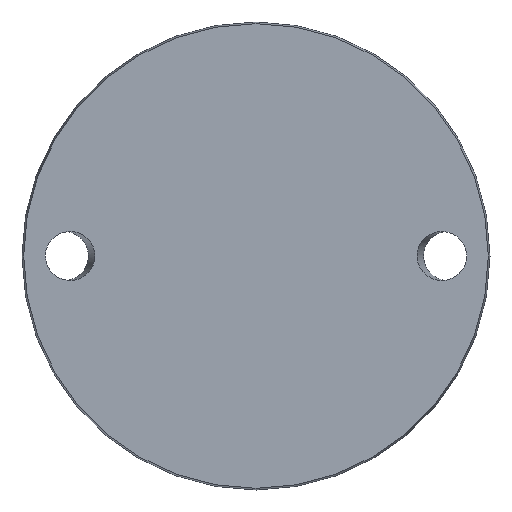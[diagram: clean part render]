
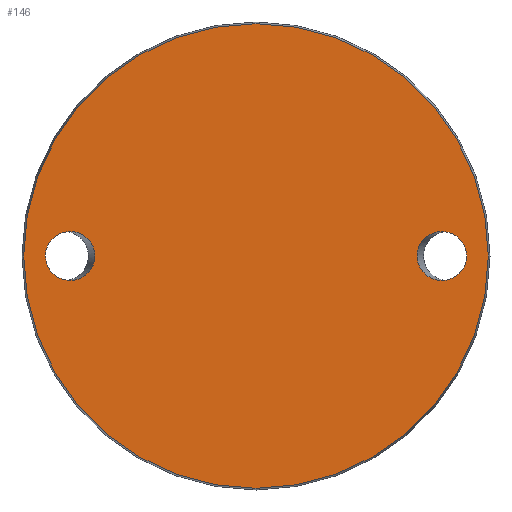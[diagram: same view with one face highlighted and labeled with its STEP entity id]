
A CAD part, front view. The second image highlights one B-rep face of the part: STEP entity #146.
In plain terms, the highlighted planar face has unit normal (0, -1, 0).
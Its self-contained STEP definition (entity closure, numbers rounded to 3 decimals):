
#7 = CARTESIAN_POINT ( 'NONE',  ( -54.385, 0., 0. ) ) ;
#32 = CARTESIAN_POINT ( 'NONE',  ( 0., 0., -78.425 ) ) ;
#43 = CARTESIAN_POINT ( 'NONE',  ( 71.115, 0., 16.5 ) ) ;
#47 = DIRECTION ( 'NONE',  ( 0., 1., 0. ) ) ;
#50 = CARTESIAN_POINT ( 'NONE',  ( 54.385, 0., 0. ) ) ;
#75 = CARTESIAN_POINT ( 'NONE',  ( -71.115, 0., -16.5 ) ) ;
#103 = CARTESIAN_POINT ( 'NONE',  ( 54.385, 0., 16.5 ) ) ;
#108 = CARTESIAN_POINT ( 'NONE',  ( -78.425, 0., 0. ) ) ;
#131 =( BOUNDED_CURVE ( )  B_SPLINE_CURVE ( 3, ( #232, #308, #659, #50, #103, #43, #175 ),
 .UNSPECIFIED., .T., .F. ) 
 B_SPLINE_CURVE_WITH_KNOTS ( ( 4, 3, 4 ),
 ( 0., 3.142, 6.283 ),
 .UNSPECIFIED. ) 
 CURVE ( )  GEOMETRIC_REPRESENTATION_ITEM ( )  RATIONAL_B_SPLINE_CURVE ( ( 1., 0.333, 0.333, 1., 0.333, 0.333, 1. ) ) 
 REPRESENTATION_ITEM ( '' )  );
#138 = CARTESIAN_POINT ( 'NONE',  ( -54.385, 0., -16.5 ) ) ;
#140 = DIRECTION ( 'NONE',  ( 0., -1., 0. ) ) ;
#146 = ADVANCED_FACE ( 'NONE', ( #291, #168, #423 ), #665, .F. ) ;
#147 = CARTESIAN_POINT ( 'NONE',  ( -71.115, 0., 0. ) ) ;
#154 = VERTEX_POINT ( 'NONE', #698 ) ;
#168 = FACE_BOUND ( 'NONE', #186, .T. ) ;
#175 = CARTESIAN_POINT ( 'NONE',  ( 71.115, 0., 0. ) ) ;
#186 = EDGE_LOOP ( 'NONE', ( #438 ) ) ;
#232 = CARTESIAN_POINT ( 'NONE',  ( 71.115, 0., 0. ) ) ;
#234 = AXIS2_PLACEMENT_3D ( 'NONE', #108, #47, #294 ) ;
#253 = EDGE_CURVE ( 'NONE', #537, #537, #386, .T. ) ;
#265 = EDGE_LOOP ( 'NONE', ( #743 ) ) ;
#291 = FACE_BOUND ( 'NONE', #666, .T. ) ;
#294 = DIRECTION ( 'NONE',  ( 0., 0., 1. ) ) ;
#307 = ORIENTED_EDGE ( 'NONE', *, *, #253, .T. ) ;
#308 = CARTESIAN_POINT ( 'NONE',  ( 71.115, 0., -16.5 ) ) ;
#323 = CARTESIAN_POINT ( 'NONE',  ( -71.115, 0., 0. ) ) ;
#386 =( BOUNDED_CURVE ( )  B_SPLINE_CURVE ( 3, ( #390, #393, #692, #7, #138, #75, #323 ),
 .UNSPECIFIED., .T., .T. ) 
 B_SPLINE_CURVE_WITH_KNOTS ( ( 4, 3, 4 ),
 ( 0., 3.142, 6.283 ),
 .UNSPECIFIED. ) 
 CURVE ( )  GEOMETRIC_REPRESENTATION_ITEM ( )  RATIONAL_B_SPLINE_CURVE ( ( 1., 0.333, 0.333, 1., 0.333, 0.333, 1. ) ) 
 REPRESENTATION_ITEM ( '' )  );
#389 = DIRECTION ( 'NONE',  ( 0., 0., -1. ) ) ;
#390 = CARTESIAN_POINT ( 'NONE',  ( -71.115, 0., 0. ) ) ;
#393 = CARTESIAN_POINT ( 'NONE',  ( -71.115, 0., 16.5 ) ) ;
#423 = FACE_OUTER_BOUND ( 'NONE', #265, .T. ) ;
#438 = ORIENTED_EDGE ( 'NONE', *, *, #455, .T. ) ;
#450 = CIRCLE ( 'NONE', #722, 78.425 ) ;
#455 = EDGE_CURVE ( 'NONE', #154, #154, #131, .T. ) ;
#478 = EDGE_CURVE ( 'NONE', #648, #648, #450, .T. ) ;
#537 = VERTEX_POINT ( 'NONE', #147 ) ;
#648 = VERTEX_POINT ( 'NONE', #32 ) ;
#659 = CARTESIAN_POINT ( 'NONE',  ( 54.385, 0., -16.5 ) ) ;
#664 = CARTESIAN_POINT ( 'NONE',  ( 0., 0., 0. ) ) ;
#665 = PLANE ( 'NONE',  #234 ) ;
#666 = EDGE_LOOP ( 'NONE', ( #307 ) ) ;
#692 = CARTESIAN_POINT ( 'NONE',  ( -54.385, 0., 16.5 ) ) ;
#698 = CARTESIAN_POINT ( 'NONE',  ( 71.115, 0., 0. ) ) ;
#722 = AXIS2_PLACEMENT_3D ( 'NONE', #664, #140, #389 ) ;
#743 = ORIENTED_EDGE ( 'NONE', *, *, #478, .T. ) ;
